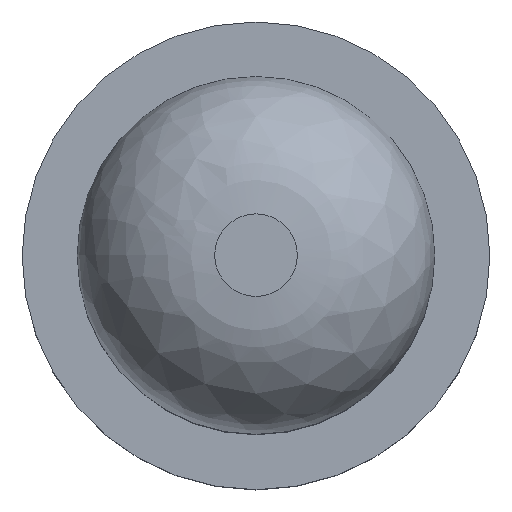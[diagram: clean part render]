
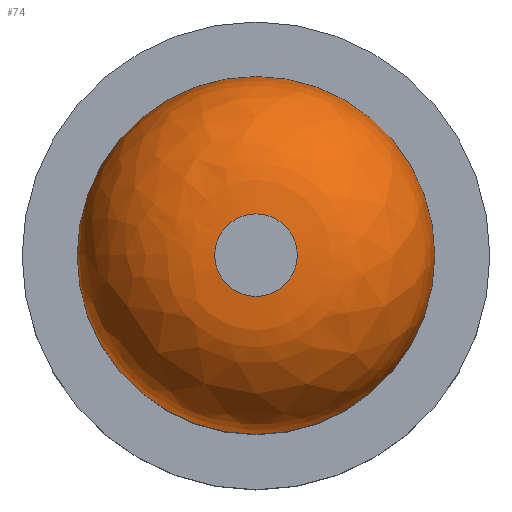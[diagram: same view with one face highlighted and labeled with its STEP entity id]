
A CAD part, top view. The second image highlights one B-rep face of the part: STEP entity #74.
In plain terms, the highlighted free-form (B-spline) face has degree [2, 2] with [3, 9] control points.
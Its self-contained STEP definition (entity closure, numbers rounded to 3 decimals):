
#25=FACE_OUTER_BOUND('',#31,.T.);
#31=EDGE_LOOP('',(#57,#58,#59,#60));
#38=CIRCLE('',#94,0.3);
#39=CIRCLE('',#95,1.);
#40=CIRCLE('',#96,1.3);
#44=VERTEX_POINT('',#159);
#45=VERTEX_POINT('',#161);
#49=EDGE_CURVE('',#44,#44,#38,.T.);
#50=EDGE_CURVE('',#44,#45,#39,.T.);
#51=EDGE_CURVE('',#45,#45,#40,.T.);
#57=ORIENTED_EDGE('',*,*,#49,.T.);
#58=ORIENTED_EDGE('',*,*,#50,.T.);
#59=ORIENTED_EDGE('',*,*,#51,.T.);
#60=ORIENTED_EDGE('',*,*,#50,.F.);
#73=(
BOUNDED_SURFACE()
B_SPLINE_SURFACE(2,2,((#132,#133,#134,#135,#136,#137,#138,#139,#140),(#141,
#142,#143,#144,#145,#146,#147,#148,#149),(#150,#151,#152,#153,#154,#155,
#156,#157,#158)),.UNSPECIFIED.,.F.,.T.,.F.)
B_SPLINE_SURFACE_WITH_KNOTS((3,3),(3,2,2,2,3),(0.,1.571),(-3.142,
-1.571,0.,1.571,3.142),.UNSPECIFIED.)
GEOMETRIC_REPRESENTATION_ITEM()
RATIONAL_B_SPLINE_SURFACE(((1.,0.707,1.,0.707,1.,
0.707,1.,0.707,1.),(0.707,0.5,
0.707,0.5,0.707,0.5,
0.707,0.5,0.707),(1.,0.707,
1.,0.707,1.,0.707,1.,0.707,1.)))
REPRESENTATION_ITEM('')
SURFACE()
);
#74=ADVANCED_FACE('',(#25),#73,.F.);
#94=AXIS2_PLACEMENT_3D('',#160,#107,#108);
#95=AXIS2_PLACEMENT_3D('',#162,#109,#110);
#96=AXIS2_PLACEMENT_3D('',#163,#111,#112);
#107=DIRECTION('center_axis',(0.,0.,-1.));
#108=DIRECTION('ref_axis',(1.,0.,0.));
#109=DIRECTION('center_axis',(0.,-1.,0.));
#110=DIRECTION('ref_axis',(-1.,0.,0.));
#111=DIRECTION('center_axis',(0.,0.,1.));
#112=DIRECTION('ref_axis',(1.,0.,0.));
#132=CARTESIAN_POINT('Ctrl Pts',(-1.3,0.,3.2));
#133=CARTESIAN_POINT('Ctrl Pts',(-1.3,-1.3,3.2));
#134=CARTESIAN_POINT('Ctrl Pts',(0.,-1.3,3.2));
#135=CARTESIAN_POINT('Ctrl Pts',(1.3,-1.3,3.2));
#136=CARTESIAN_POINT('Ctrl Pts',(1.3,0.,3.2));
#137=CARTESIAN_POINT('Ctrl Pts',(1.3,1.3,3.2));
#138=CARTESIAN_POINT('Ctrl Pts',(0.,1.3,3.2));
#139=CARTESIAN_POINT('Ctrl Pts',(-1.3,1.3,3.2));
#140=CARTESIAN_POINT('Ctrl Pts',(-1.3,0.,3.2));
#141=CARTESIAN_POINT('Ctrl Pts',(-1.3,0.,4.2));
#142=CARTESIAN_POINT('Ctrl Pts',(-1.3,-1.3,4.2));
#143=CARTESIAN_POINT('Ctrl Pts',(0.,-1.3,4.2));
#144=CARTESIAN_POINT('Ctrl Pts',(1.3,-1.3,4.2));
#145=CARTESIAN_POINT('Ctrl Pts',(1.3,0.,4.2));
#146=CARTESIAN_POINT('Ctrl Pts',(1.3,1.3,4.2));
#147=CARTESIAN_POINT('Ctrl Pts',(0.,1.3,4.2));
#148=CARTESIAN_POINT('Ctrl Pts',(-1.3,1.3,4.2));
#149=CARTESIAN_POINT('Ctrl Pts',(-1.3,0.,4.2));
#150=CARTESIAN_POINT('Ctrl Pts',(-0.3,0.,4.2));
#151=CARTESIAN_POINT('Ctrl Pts',(-0.3,-0.3,4.2));
#152=CARTESIAN_POINT('Ctrl Pts',(0.,-0.3,4.2));
#153=CARTESIAN_POINT('Ctrl Pts',(0.3,-0.3,4.2));
#154=CARTESIAN_POINT('Ctrl Pts',(0.3,0.,4.2));
#155=CARTESIAN_POINT('Ctrl Pts',(0.3,0.3,4.2));
#156=CARTESIAN_POINT('Ctrl Pts',(0.,0.3,4.2));
#157=CARTESIAN_POINT('Ctrl Pts',(-0.3,0.3,4.2));
#158=CARTESIAN_POINT('Ctrl Pts',(-0.3,0.,4.2));
#159=CARTESIAN_POINT('',(-0.3,0.,4.2));
#160=CARTESIAN_POINT('Origin',(0.,0.,4.2));
#161=CARTESIAN_POINT('',(-1.3,0.,3.2));
#162=CARTESIAN_POINT('Origin',(-0.3,0.,3.2));
#163=CARTESIAN_POINT('Origin',(0.,0.,3.2));
